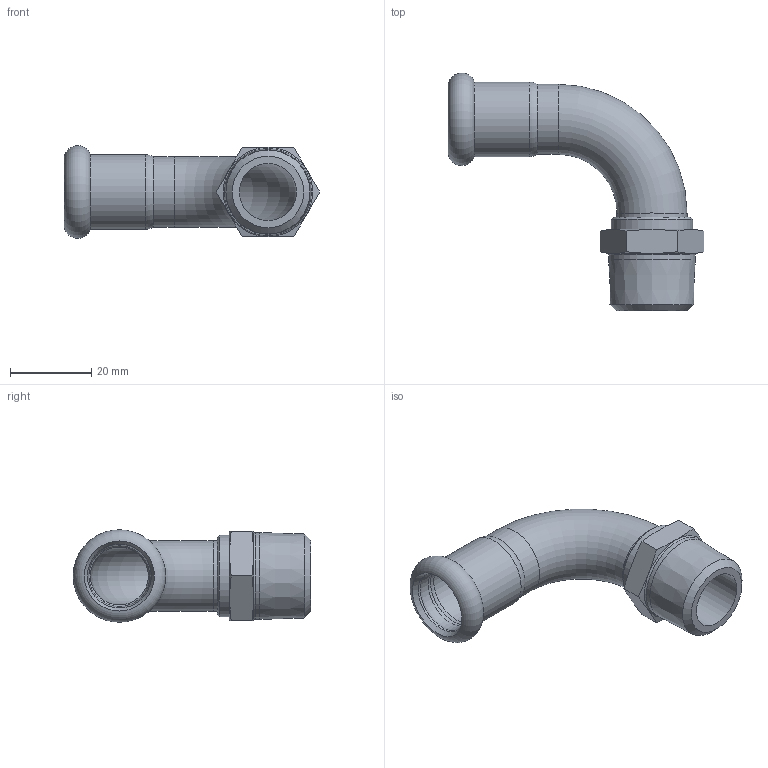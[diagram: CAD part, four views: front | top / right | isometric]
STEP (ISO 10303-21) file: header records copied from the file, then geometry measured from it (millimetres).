
FILE_DESCRIPTION(/* description */ ('Curva 90° MF 1/2"x15 Steel'),/* implementation_level */ '2;1');
FILE_NAME(/* name */ '397102015_Steelpres.stp',/* time_stamp */ '2022-10-21T14:30:54+02:00',/* author */ ('Vault'),/* organization */ ('Raccorderie metalliche s.p.a. '),/* preprocessor_version */ 'ST-DEVELOPER v18.1',/* originating_system */ 'Autodesk Inventor 2020',/* authorisation */ 'Raccorderie metalliche s.p.a. ');
FILE_SCHEMA (('AUTOMOTIVE_DESIGN { 1 0 10303 214 3 1 1 }'));
Length unit declared in the file: millimetre
Products named in the file (1): 397102015_Steelpres
Bounding box: 62.7 x 58.35 x 22.71 mm (x, y, z)
Volume: 10066.7 mm3; surface area: 9655 mm2
Topology: 1 solids, 1 shells, 36 faces, 112 edges, 80 vertices
Faces by surface type: cylinder 11, plane 10, torus 8, cone 7
Full cylindrical faces by diameter (mm): 14 x1, 14.2 x2, 15.3 x1, 15.7 x2, 17.2 x2, 18.3 x1, 20 x1, 21.3 x1
Entity records: 1349 total; most frequent: CARTESIAN_POINT 257, DIRECTION 246, ORIENTED_EDGE 224, EDGE_CURVE 112, AXIS2_PLACEMENT_3D 111, VERTEX_POINT 80, CIRCLE 74, EDGE_LOOP 40
